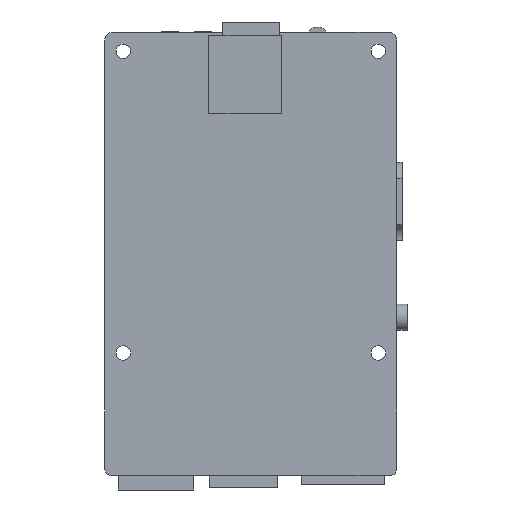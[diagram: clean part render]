
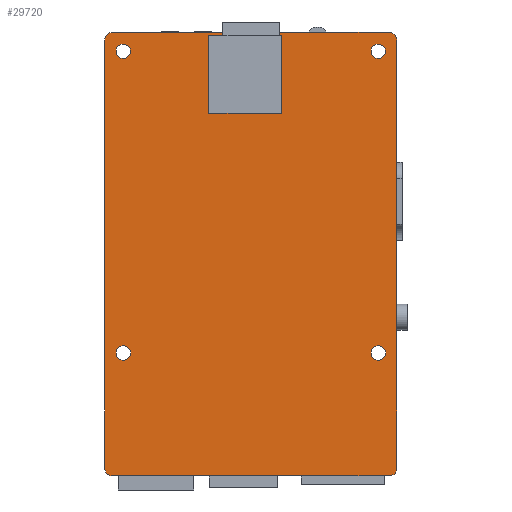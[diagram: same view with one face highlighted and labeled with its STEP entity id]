
A CAD part, front view. The second image highlights one B-rep face of the part: STEP entity #29720.
In plain terms, the highlighted planar face has unit normal (0, -1, 0).
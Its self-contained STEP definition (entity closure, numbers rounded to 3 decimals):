
#198=FACE_BOUND('',#4636,.T.);
#199=FACE_BOUND('',#4637,.T.);
#200=FACE_BOUND('',#4638,.T.);
#201=FACE_BOUND('',#4639,.T.);
#1331=PLANE('',#31506);
#2897=FACE_OUTER_BOUND('',#4635,.T.);
#4635=EDGE_LOOP('',(#25902,#25903,#25904,#25905,#25906,#25907,#25908,#25909));
#4636=EDGE_LOOP('',(#25910));
#4637=EDGE_LOOP('',(#25911));
#4638=EDGE_LOOP('',(#25912));
#4639=EDGE_LOOP('',(#25913));
#8190=LINE('',#46087,#11971);
#8194=LINE('',#46096,#11975);
#8197=LINE('',#46104,#11978);
#8200=LINE('',#46112,#11981);
#11971=VECTOR('',#37887,10.);
#11975=VECTOR('',#37897,10.);
#11978=VECTOR('',#37906,10.);
#11981=VECTOR('',#37915,10.);
#12734=CIRCLE('',#31487,1.4);
#12735=CIRCLE('',#31489,1.4);
#12736=CIRCLE('',#31491,1.4);
#12737=CIRCLE('',#31493,1.4);
#12738=CIRCLE('',#31496,1.5);
#12739=CIRCLE('',#31499,1.5);
#12740=CIRCLE('',#31502,1.5);
#12741=CIRCLE('',#31505,1.5);
#15034=VERTEX_POINT('',#46069);
#15035=VERTEX_POINT('',#46073);
#15036=VERTEX_POINT('',#46077);
#15037=VERTEX_POINT('',#46081);
#15038=VERTEX_POINT('',#46085);
#15039=VERTEX_POINT('',#46086);
#15040=VERTEX_POINT('',#46091);
#15041=VERTEX_POINT('',#46095);
#15042=VERTEX_POINT('',#46099);
#15043=VERTEX_POINT('',#46103);
#15044=VERTEX_POINT('',#46107);
#15045=VERTEX_POINT('',#46111);
#18735=EDGE_CURVE('',#15034,#15034,#12734,.T.);
#18737=EDGE_CURVE('',#15035,#15035,#12735,.T.);
#18739=EDGE_CURVE('',#15036,#15036,#12736,.T.);
#18741=EDGE_CURVE('',#15037,#15037,#12737,.T.);
#18742=EDGE_CURVE('',#15038,#15039,#8190,.T.);
#18745=EDGE_CURVE('',#15040,#15039,#12738,.T.);
#18747=EDGE_CURVE('',#15040,#15041,#8194,.T.);
#18749=EDGE_CURVE('',#15042,#15041,#12739,.T.);
#18751=EDGE_CURVE('',#15042,#15043,#8197,.T.);
#18753=EDGE_CURVE('',#15044,#15043,#12740,.T.);
#18755=EDGE_CURVE('',#15044,#15045,#8200,.T.);
#18757=EDGE_CURVE('',#15038,#15045,#12741,.T.);
#25902=ORIENTED_EDGE('',*,*,#18757,.F.);
#25903=ORIENTED_EDGE('',*,*,#18742,.T.);
#25904=ORIENTED_EDGE('',*,*,#18745,.F.);
#25905=ORIENTED_EDGE('',*,*,#18747,.T.);
#25906=ORIENTED_EDGE('',*,*,#18749,.F.);
#25907=ORIENTED_EDGE('',*,*,#18751,.T.);
#25908=ORIENTED_EDGE('',*,*,#18753,.F.);
#25909=ORIENTED_EDGE('',*,*,#18755,.T.);
#25910=ORIENTED_EDGE('',*,*,#18741,.F.);
#25911=ORIENTED_EDGE('',*,*,#18739,.F.);
#25912=ORIENTED_EDGE('',*,*,#18737,.F.);
#25913=ORIENTED_EDGE('',*,*,#18735,.F.);
#29720=ADVANCED_FACE('',(#2897,#198,#199,#200,#201),#1331,.F.);
#31487=AXIS2_PLACEMENT_3D('',#46071,#37868,#37869);
#31489=AXIS2_PLACEMENT_3D('',#46075,#37873,#37874);
#31491=AXIS2_PLACEMENT_3D('',#46079,#37878,#37879);
#31493=AXIS2_PLACEMENT_3D('',#46083,#37883,#37884);
#31496=AXIS2_PLACEMENT_3D('',#46092,#37892,#37893);
#31499=AXIS2_PLACEMENT_3D('',#46100,#37901,#37902);
#31502=AXIS2_PLACEMENT_3D('',#46108,#37910,#37911);
#31505=AXIS2_PLACEMENT_3D('',#46115,#37919,#37920);
#31506=AXIS2_PLACEMENT_3D('',#46116,#37921,#37922);
#37868=DIRECTION('center_axis',(0.,-1.,0.));
#37869=DIRECTION('ref_axis',(1.,0.,0.));
#37873=DIRECTION('center_axis',(0.,-1.,0.));
#37874=DIRECTION('ref_axis',(1.,0.,0.));
#37878=DIRECTION('center_axis',(0.,-1.,0.));
#37879=DIRECTION('ref_axis',(1.,0.,0.));
#37883=DIRECTION('center_axis',(0.,-1.,0.));
#37884=DIRECTION('ref_axis',(1.,0.,0.));
#37887=DIRECTION('',(0.,0.,-1.));
#37892=DIRECTION('center_axis',(0.,1.,0.));
#37893=DIRECTION('ref_axis',(0.,0.,-1.));
#37897=DIRECTION('',(1.,0.,0.));
#37901=DIRECTION('center_axis',(0.,1.,0.));
#37902=DIRECTION('ref_axis',(1.,0.,0.));
#37906=DIRECTION('',(0.,0.,1.));
#37910=DIRECTION('center_axis',(0.,1.,0.));
#37911=DIRECTION('ref_axis',(0.,0.,1.));
#37915=DIRECTION('',(-1.,0.,0.));
#37919=DIRECTION('center_axis',(0.,1.,0.));
#37920=DIRECTION('ref_axis',(-1.,0.,0.));
#37921=DIRECTION('center_axis',(0.,1.,0.));
#37922=DIRECTION('ref_axis',(1.,0.,0.));
#46069=CARTESIAN_POINT('',(23.105,0.,-19.02));
#46071=CARTESIAN_POINT('Origin',(24.505,0.,-19.02));
#46073=CARTESIAN_POINT('',(-25.905,0.,-19.02));
#46075=CARTESIAN_POINT('Origin',(-24.505,0.,-19.02));
#46077=CARTESIAN_POINT('',(-25.905,0.,38.99));
#46079=CARTESIAN_POINT('Origin',(-24.505,0.,38.99));
#46081=CARTESIAN_POINT('',(23.105,0.,38.99));
#46083=CARTESIAN_POINT('Origin',(24.505,0.,38.99));
#46085=CARTESIAN_POINT('',(-28.075,0.,41.125));
#46086=CARTESIAN_POINT('',(-28.075,0.,-41.125));
#46087=CARTESIAN_POINT('',(-28.075,0.,41.125));
#46091=CARTESIAN_POINT('',(-26.575,0.,-42.625));
#46092=CARTESIAN_POINT('Origin',(-26.575,0.,-41.125));
#46095=CARTESIAN_POINT('',(26.575,0.,-42.625));
#46096=CARTESIAN_POINT('',(-26.575,0.,-42.625));
#46099=CARTESIAN_POINT('',(28.075,0.,-41.125));
#46100=CARTESIAN_POINT('Origin',(26.575,0.,-41.125));
#46103=CARTESIAN_POINT('',(28.075,0.,41.125));
#46104=CARTESIAN_POINT('',(28.075,0.,-41.125));
#46107=CARTESIAN_POINT('',(26.575,0.,42.625));
#46108=CARTESIAN_POINT('Origin',(26.575,0.,41.125));
#46111=CARTESIAN_POINT('',(-26.575,0.,42.625));
#46112=CARTESIAN_POINT('',(26.575,0.,42.625));
#46115=CARTESIAN_POINT('Origin',(-26.575,0.,41.125));
#46116=CARTESIAN_POINT('Origin',(0.,0.,0.));
